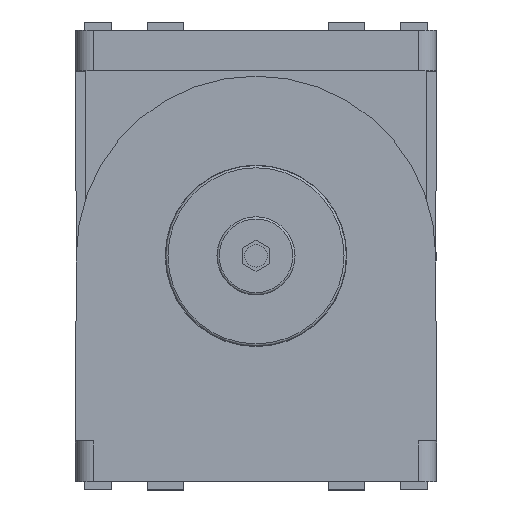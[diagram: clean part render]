
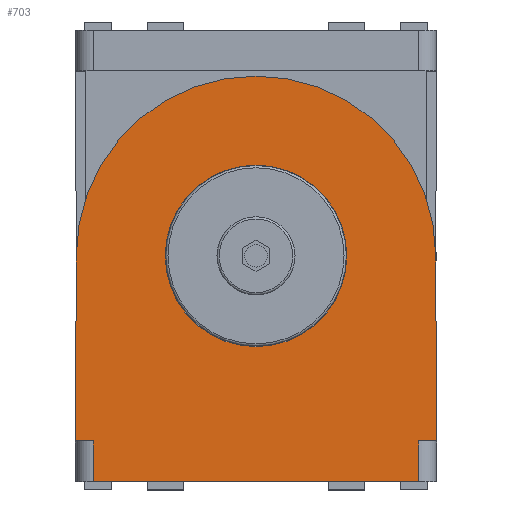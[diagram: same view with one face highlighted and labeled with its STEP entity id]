
A CAD part, top view. The second image highlights one B-rep face of the part: STEP entity #703.
In plain terms, the highlighted planar face has unit normal (0, 0, 1).
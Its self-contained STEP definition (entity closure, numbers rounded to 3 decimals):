
#703 = ADVANCED_FACE( '', ( #1449, #1450 ), #1451, .F. );
#1449 = FACE_BOUND( '', #2207, .T. );
#1450 = FACE_OUTER_BOUND( '', #2208, .T. );
#1451 = PLANE( '', #2209 );
#2207 = EDGE_LOOP( '', ( #4004 ) );
#2208 = EDGE_LOOP( '', ( #4005, #4006, #4007, #4008, #4009, #4010, #4011, #4012 ) );
#2209 = AXIS2_PLACEMENT_3D( '', #4013, #4014, #4015 );
#4004 = ORIENTED_EDGE( '', *, *, #4936, .F. );
#4005 = ORIENTED_EDGE( '', *, *, #4684, .F. );
#4006 = ORIENTED_EDGE( '', *, *, #4447, .F. );
#4007 = ORIENTED_EDGE( '', *, *, #4919, .T. );
#4008 = ORIENTED_EDGE( '', *, *, #4638, .T. );
#4009 = ORIENTED_EDGE( '', *, *, #4776, .F. );
#4010 = ORIENTED_EDGE( '', *, *, #4249, .F. );
#4011 = ORIENTED_EDGE( '', *, *, #4351, .F. );
#4012 = ORIENTED_EDGE( '', *, *, #4672, .T. );
#4013 = CARTESIAN_POINT( '', ( 40., 40.8, 20. ) );
#4014 = DIRECTION( '', ( 0., 0., -1. ) );
#4015 = DIRECTION( '', ( -1., 0., 0. ) );
#4249 = EDGE_CURVE( '', #4993, #4994, #4995, .T. );
#4351 = EDGE_CURVE( '', #5180, #4993, #5181, .T. );
#4447 = EDGE_CURVE( '', #5341, #5338, #5343, .T. );
#4638 = EDGE_CURVE( '', #5649, #5647, #5650, .T. );
#4672 = EDGE_CURVE( '', #5180, #5694, #5696, .F. );
#4684 = EDGE_CURVE( '', #5338, #5694, #5712, .T. );
#4776 = EDGE_CURVE( '', #4994, #5647, #5845, .T. );
#4919 = EDGE_CURVE( '', #5341, #5649, #6012, .T. );
#4936 = EDGE_CURVE( '', #6031, #6031, #6032, .F. );
#4993 = VERTEX_POINT( '', #6091 );
#4994 = VERTEX_POINT( '', #6092 );
#4995 = LINE( '', #6093, #6094 );
#5180 = VERTEX_POINT( '', #6372 );
#5181 = LINE( '', #6373, #6374 );
#5338 = VERTEX_POINT( '', #6651 );
#5341 = VERTEX_POINT( '', #6655 );
#5343 = LINE( '', #6657, #6658 );
#5647 = VERTEX_POINT( '', #7206 );
#5649 = VERTEX_POINT( '', #7208 );
#5650 = LINE( '', #7209, #7210 );
#5694 = VERTEX_POINT( '', #7272 );
#5696 = CIRCLE( '', #7275, 39.8 );
#5712 = LINE( '', #7298, #7299 );
#5845 = LINE( '', #7486, #7487 );
#6012 = LINE( '', #7731, #7732 );
#6031 = VERTEX_POINT( '', #7758 );
#6032 = CIRCLE( '', #7759, 20.1 );
#6091 = CARTESIAN_POINT( '', ( 40., -41., 20. ) );
#6092 = CARTESIAN_POINT( '', ( 36., -41., 20. ) );
#6093 = CARTESIAN_POINT( '', ( 40., -41., 20. ) );
#6094 = VECTOR( '', #7828, 1000. );
#6372 = CARTESIAN_POINT( '', ( 39.8, 0.194, 20. ) );
#6373 = CARTESIAN_POINT( '', ( 39.602, 40.798, 20. ) );
#6374 = VECTOR( '', #7961, 1000. );
#6651 = CARTESIAN_POINT( '', ( -40., -41., 20. ) );
#6655 = CARTESIAN_POINT( '', ( -36., -41., 20. ) );
#6657 = CARTESIAN_POINT( '', ( 40., -41., 20. ) );
#6658 = VECTOR( '', #8071, 1000. );
#7206 = CARTESIAN_POINT( '', ( 36., -50., 20. ) );
#7208 = CARTESIAN_POINT( '', ( -36., -50., 20. ) );
#7209 = CARTESIAN_POINT( '', ( -36., -50., 20. ) );
#7210 = VECTOR( '', #8255, 1000. );
#7272 = CARTESIAN_POINT( '', ( -39.8, 0.194, 20. ) );
#7275 = AXIS2_PLACEMENT_3D( '', #8287, #8288, #8289 );
#7298 = CARTESIAN_POINT( '', ( -39.6, 41.187, 20. ) );
#7299 = VECTOR( '', #8297, 1000. );
#7486 = CARTESIAN_POINT( '', ( 36., -41., 20. ) );
#7487 = VECTOR( '', #8397, 1000. );
#7731 = CARTESIAN_POINT( '', ( -36., -41., 20. ) );
#7732 = VECTOR( '', #8516, 1000. );
#7758 = CARTESIAN_POINT( '', ( -20.1, 0., 20. ) );
#7759 = AXIS2_PLACEMENT_3D( '', #8527, #8528, #8529 );
#7828 = DIRECTION( '', ( -1., 0., 0. ) );
#7961 = DIRECTION( '', ( 0.005, -1., 0. ) );
#8071 = DIRECTION( '', ( -1., 0., 0. ) );
#8255 = DIRECTION( '', ( 1., 0., 0. ) );
#8287 = CARTESIAN_POINT( '', ( 0., 0., 20. ) );
#8288 = DIRECTION( '', ( 0., 0., -1. ) );
#8289 = DIRECTION( '', ( -1., 0., 0. ) );
#8297 = DIRECTION( '', ( 0.005, 1., 0. ) );
#8397 = DIRECTION( '', ( 0., -1., 0. ) );
#8516 = DIRECTION( '', ( 0., -1., 0. ) );
#8527 = CARTESIAN_POINT( '', ( 0., 0., 20. ) );
#8528 = DIRECTION( '', ( 0., 0., -1. ) );
#8529 = DIRECTION( '', ( -1., 0., 0. ) );
